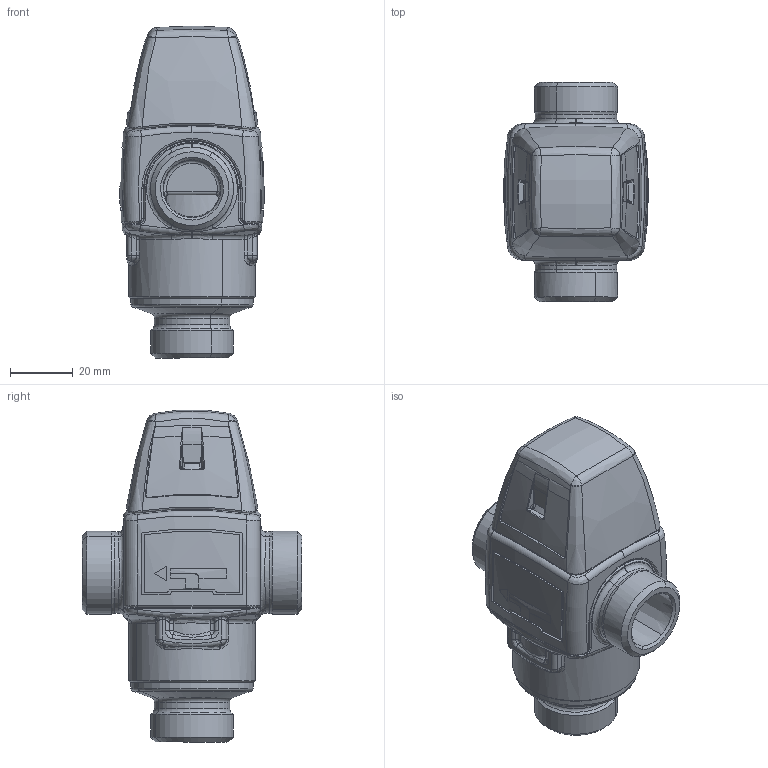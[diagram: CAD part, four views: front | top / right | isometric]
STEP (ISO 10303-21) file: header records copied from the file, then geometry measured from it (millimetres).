
FILE_DESCRIPTION(('CATIA V5 STEP Exchange'),'2;1');
FILE_NAME('VTE312 G3-4_31260200.stp','2019-02-01T07:32:35+00:00',('none'),('none'),'CATIA Version 5-6 Release 2014 SP4 HF22','CATIA V5 STEP AP203','none');
FILE_SCHEMA(('CONFIG_CONTROL_DESIGN'));
Length unit declared in the file: millimetre
Products named in the file (1): VTE312 G3-4_31260200
Bounding box: 46.1 x 70 x 105.88 mm (x, y, z)
Volume: 117479.1 mm3; surface area: 44521.8 mm2
Topology: 1 solids, 4 shells, 3655 faces, 10141 edges, 6518 vertices
Faces by surface type: plane 1821, cylinder 553, bspline 540, torus 394, cone 146, sphere 113, revolution 88
Entity records: 147039 total; most frequent: CARTESIAN_POINT 68978, ORIENTED_EDGE 20168, EDGE_CURVE 10084, DIRECTION 9547, VERTEX_POINT 6518, B_SPLINE_CURVE_WITH_KNOTS 5297, AXIS2_PLACEMENT_3D 4337, EDGE_LOOP 3844
